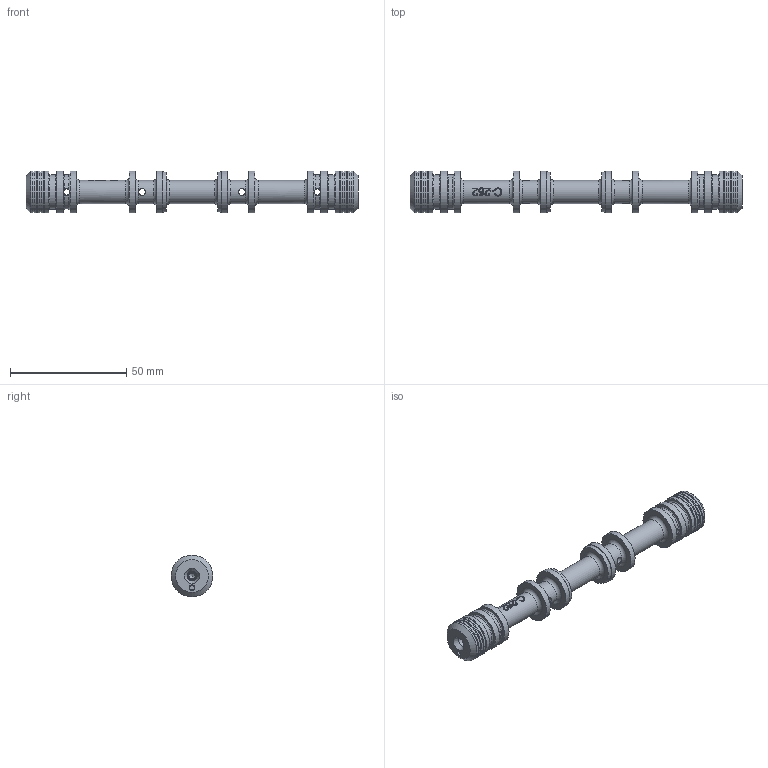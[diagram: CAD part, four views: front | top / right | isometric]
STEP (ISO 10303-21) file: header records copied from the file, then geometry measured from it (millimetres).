
FILE_DESCRIPTION(/* description */ ('Unknown'),/* implementation_level */ '2;1');
FILE_NAME(/* name */ 'AP-1620S252',/* time_stamp */ '2021-02-05T09:26:29+01:00',/* author */ ('Unknown'),/* organization */ ('Unknown'),/* preprocessor_version */ 'ST-DEVELOPER v16.7',/* originating_system */ 'DEX',/* authorisation */ $);
FILE_SCHEMA (('AUTOMOTIVE_DESIGN {1 0 10303 214 3 1 1}'));
Length unit declared in the file: millimetre
Products named in the file (4): 1435383_KOLBEN 16 C75_75_000197313; 1444567_SpoolC_75__000197264; 1441771_GEWINDESTIFT_000195153; 1237794_Gewindestift DIN 913 M5x6 - 45 H_000139356
Assembly tree (5 placements, depth 2):
  1435383_KOLBEN 16 C75_75_000197313
    1444567_SpoolC_75__000197264
    1441771_GEWINDESTIFT_000195153  x2
    1237794_Gewindestift DIN 913 M5x6 - 45 H_000139356  x2
Bounding box: 143 x 18 x 18 mm (x, y, z)
Volume: 18488.4 mm3; surface area: 10671.7 mm2
Topology: 5 solids, 5 shells, 204 faces, 474 edges, 302 vertices
Faces by surface type: plane 98, cylinder 60, cone 20, torus 18, bspline 8
Full cylindrical faces by diameter (mm): 2 x2, 2.013 x4, 2.5 x2, 2.7 x4, 3 x4, 4.134 x4, 5 x2, 10 x5, 15 x2, 17.5 x8, 18 x18
Entity records: 6519 total; most frequent: CARTESIAN_POINT 1718, DIRECTION 689, ORIENTED_EDGE 582, FACE_BOUND 318, EDGE_LOOP 315, AXIS2_PLACEMENT_3D 314, EDGE_CURVE 291, VERTEX_POINT 233
